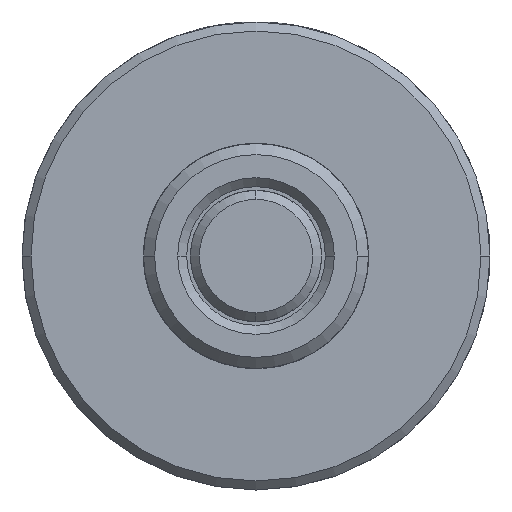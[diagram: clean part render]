
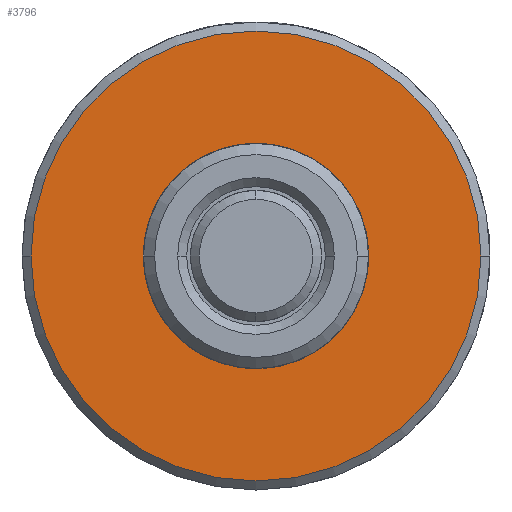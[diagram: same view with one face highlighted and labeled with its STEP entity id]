
A CAD part, left-side view. The second image highlights one B-rep face of the part: STEP entity #3796.
In plain terms, the highlighted planar face has unit normal (-1, 0, 0).
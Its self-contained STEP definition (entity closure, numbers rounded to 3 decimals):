
#40 = CARTESIAN_POINT ( 'NONE',  ( 16.764, 0., 0. ) ) ;
#53 = CARTESIAN_POINT ( 'NONE',  ( 16.764, 0., 0. ) ) ;
#129 = CARTESIAN_POINT ( 'NONE',  ( 16.764, 0., 0. ) ) ;
#328 = CIRCLE ( 'NONE', #1585, 19.05 ) ;
#515 = EDGE_LOOP ( 'NONE', ( #2339, #780 ) ) ;
#574 = ORIENTED_EDGE ( 'NONE', *, *, #1935, .F. ) ;
#694 = DIRECTION ( 'NONE',  ( 1., 0., 0. ) ) ;
#698 = CARTESIAN_POINT ( 'NONE',  ( 16.764, 0., 0. ) ) ;
#780 = ORIENTED_EDGE ( 'NONE', *, *, #2481, .T. ) ;
#1035 = DIRECTION ( 'NONE',  ( 0., 0., -1. ) ) ;
#1470 = CARTESIAN_POINT ( 'NONE',  ( 16.764, 0., -9.493 ) ) ;
#1479 = EDGE_LOOP ( 'NONE', ( #4060, #574 ) ) ;
#1585 = AXIS2_PLACEMENT_3D ( 'NONE', #2773, #694, #1641 ) ;
#1631 = VERTEX_POINT ( 'NONE', #5043 ) ;
#1641 = DIRECTION ( 'NONE',  ( 0., 0., -1. ) ) ;
#1707 = DIRECTION ( 'NONE',  ( 0., 0., -1. ) ) ;
#1732 = FACE_BOUND ( 'NONE', #515, .T. ) ;
#1935 = EDGE_CURVE ( 'NONE', #2487, #1631, #4862, .T. ) ;
#2143 = VERTEX_POINT ( 'NONE', #1470 ) ;
#2198 = DIRECTION ( 'NONE',  ( 1., 0., 0. ) ) ;
#2333 = AXIS2_PLACEMENT_3D ( 'NONE', #40, #2551, #1707 ) ;
#2339 = ORIENTED_EDGE ( 'NONE', *, *, #5306, .T. ) ;
#2376 = AXIS2_PLACEMENT_3D ( 'NONE', #698, #3183, #1035 ) ;
#2463 = AXIS2_PLACEMENT_3D ( 'NONE', #53, #2198, #3009 ) ;
#2481 = EDGE_CURVE ( 'NONE', #5329, #2143, #4356, .T. ) ;
#2487 = VERTEX_POINT ( 'NONE', #2745 ) ;
#2551 = DIRECTION ( 'NONE',  ( 1., 0., 0. ) ) ;
#2656 = EDGE_CURVE ( 'NONE', #1631, #2487, #328, .T. ) ;
#2745 = CARTESIAN_POINT ( 'NONE',  ( 16.764, 0., -19.05 ) ) ;
#2773 = CARTESIAN_POINT ( 'NONE',  ( 16.764, 0., 0. ) ) ;
#2937 = AXIS2_PLACEMENT_3D ( 'NONE', #129, #3159, #3079 ) ;
#3009 = DIRECTION ( 'NONE',  ( 0., 0., -1. ) ) ;
#3079 = DIRECTION ( 'NONE',  ( 0., 0., -1. ) ) ;
#3159 = DIRECTION ( 'NONE',  ( 1., 0., 0. ) ) ;
#3183 = DIRECTION ( 'NONE',  ( 1., 0., 0. ) ) ;
#3768 = PLANE ( 'NONE',  #2333 ) ;
#3796 = ADVANCED_FACE ( 'NONE', ( #3849, #1732 ), #3768, .F. ) ;
#3849 = FACE_OUTER_BOUND ( 'NONE', #1479, .T. ) ;
#4060 = ORIENTED_EDGE ( 'NONE', *, *, #2656, .F. ) ;
#4356 = CIRCLE ( 'NONE', #2937, 9.493 ) ;
#4679 = CIRCLE ( 'NONE', #2376, 9.493 ) ;
#4862 = CIRCLE ( 'NONE', #2463, 19.05 ) ;
#4908 = CARTESIAN_POINT ( 'NONE',  ( 16.764, 0., 9.493 ) ) ;
#5043 = CARTESIAN_POINT ( 'NONE',  ( 16.764, 0., 19.05 ) ) ;
#5306 = EDGE_CURVE ( 'NONE', #2143, #5329, #4679, .T. ) ;
#5329 = VERTEX_POINT ( 'NONE', #4908 ) ;
